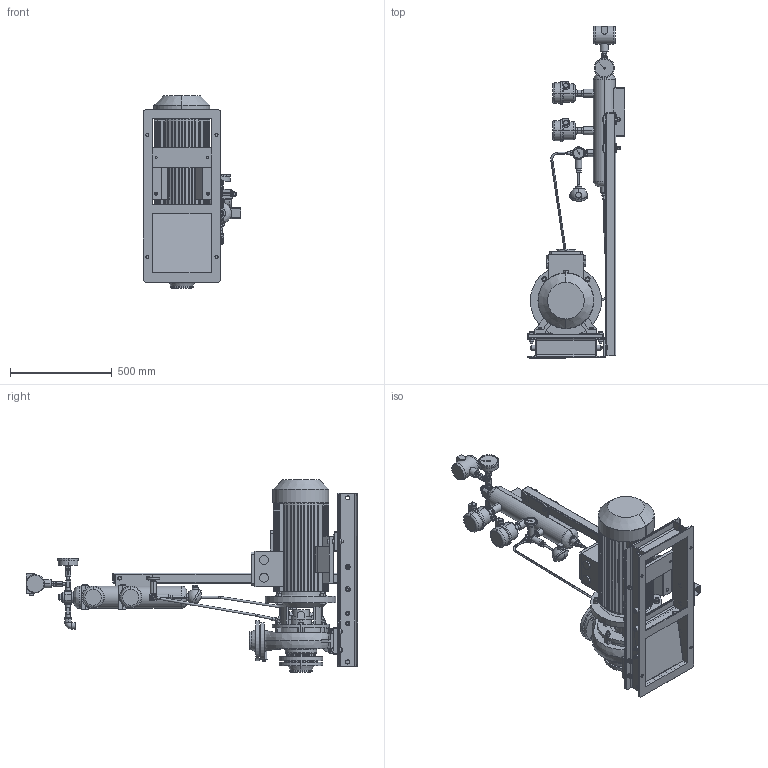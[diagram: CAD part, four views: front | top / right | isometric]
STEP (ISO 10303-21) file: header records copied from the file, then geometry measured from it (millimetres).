
FILE_DESCRIPTION (( 'STEP AP203' ), '1' );
FILE_NAME ('221-215-55Ò-ÐÑ2-14-02.step', '2023-07-26T14:44:49', ( 'adb' ), ( '' ), 'SwSTEP 2.0', 'SolidWorks 2016', '' );
FILE_SCHEMA (( 'CONFIG_CONTROL_DESIGN' ));
Length unit declared in the file: millimetre
Products named in the file (1): 221-215-55Ò-ÐÑ2-14-02
Bounding box: 479 x 1630.5 x 947 mm (x, y, z)
Volume: 54922236 mm3; surface area: 5380579 mm2
Topology: 32 solids, 45 shells, 3055 faces, 7804 edges, 5029 vertices
Faces by surface type: plane 1555, cylinder 1117, cone 272, torus 65, bspline 36, sphere 10
Entity records: 107129 total; most frequent: CARTESIAN_POINT 32178, DIRECTION 15813, ORIENTED_EDGE 15576, EDGE_CURVE 7788, AXIS2_PLACEMENT_3D 5974, VERTEX_POINT 5023, VECTOR 3865, LINE 3865
